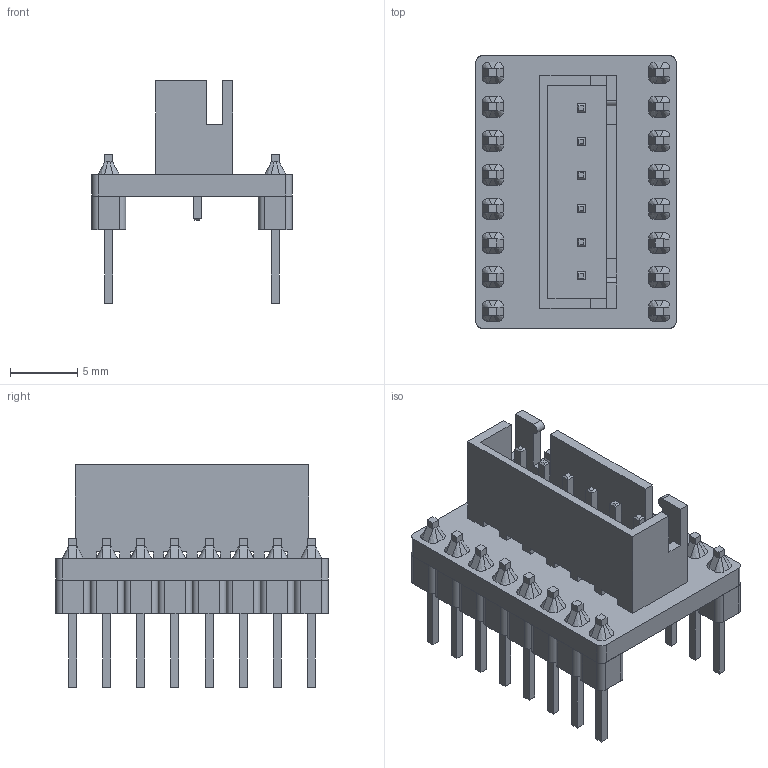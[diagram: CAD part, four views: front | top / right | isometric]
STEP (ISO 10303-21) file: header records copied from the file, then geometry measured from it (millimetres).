
FILE_DESCRIPTION(/* description */ ('STEP AP242','CAx-IF Rec.Pracs.---Representation and Presentation of Product Manufacturing Information (PMI)---4.0---2014-10-13','CAx-IF Rec.Pracs.---3D Tessellated Geometry---0.4---2014-09-14','2;1'),/* implementation_level */ '2;1');
FILE_NAME(/* name */ '66bbb3f13360be0e689aadb7',/* time_stamp */ '2024-08-13T19:28:50Z',/* author */ (''),/* organization */ (''),/* preprocessor_version */ 'ST-DEVELOPER v20',/* originating_system */ ' ',/* authorisation */ ' ');
FILE_SCHEMA (('AP242_MANAGED_MODEL_BASED_3D_ENGINEERING_MIM_LF { 1 0 10303 442 1 1 4 }'));
Length unit declared in the file: metre
Products named in the file (21): MKS-APT-V1.0; Document; Part 1
Assembly tree (20 placements, depth 2):
  MKS-APT-V1.0
    Document
    Document
    Document
    Document
    Document
    Document
    Document
    Document
    Document
    Document
    Document
    Document
    Document
    Document
    Document
    Part 1
    Document
    Document
    Document
    Document
Bounding box: 14.96 x 20.32 x 16.6 mm (x, y, z)
Volume: 1090.7 mm3; surface area: 2383.1 mm2
Topology: 20 solids, 20 shells, 576 faces, 1412 edges, 904 vertices
Faces by surface type: plane 442, cylinder 70, bspline 64
Entity records: 19307 total; most frequent: CARTESIAN_POINT 3641, ORIENTED_EDGE 2824, DIRECTION 2674, EDGE_CURVE 1412, LINE 1200, VECTOR 1200, VERTEX_POINT 904, AXIS2_PLACEMENT_3D 737
